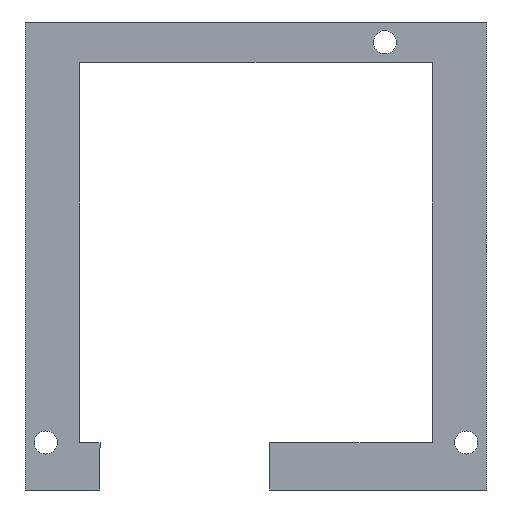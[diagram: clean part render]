
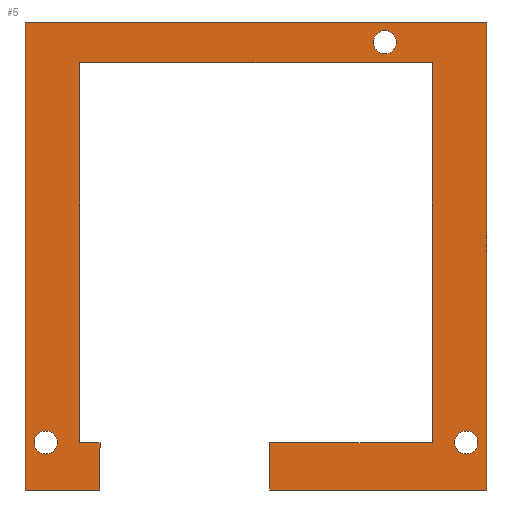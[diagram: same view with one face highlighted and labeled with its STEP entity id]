
A CAD part, front view. The second image highlights one B-rep face of the part: STEP entity #5.
In plain terms, the highlighted planar face has unit normal (0, -1, 0).
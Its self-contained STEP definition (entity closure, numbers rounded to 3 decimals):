
#1 = CARTESIAN_POINT ( 'NONE',  ( 25.301, 17.849, 28.487 ) ) ;
#5 = ADVANCED_FACE ( 'NONE', ( #442, #68, #988, #456 ), #54, .T. ) ;
#8 = EDGE_LOOP ( 'NONE', ( #938, #943 ) ) ;
#25 = VERTEX_POINT ( 'NONE', #465 ) ;
#26 = CARTESIAN_POINT ( 'NONE',  ( -28.699, 17.849, 21.487 ) ) ;
#38 = CARTESIAN_POINT ( 'NONE',  ( -31.699, 17.849, 28.487 ) ) ;
#41 = CARTESIAN_POINT ( 'NONE',  ( -31.699, 17.849, 28.487 ) ) ;
#46 = VECTOR ( 'NONE', #572, 1000. ) ;
#54 = PLANE ( 'NONE',  #973 ) ;
#59 = ORIENTED_EDGE ( 'NONE', *, *, #223, .T. ) ;
#60 = VECTOR ( 'NONE', #775, 1000. ) ;
#66 = VECTOR ( 'NONE', #965, 1000. ) ;
#68 = FACE_BOUND ( 'NONE', #8, .T. ) ;
#70 = CARTESIAN_POINT ( 'NONE',  ( -31.699, 17.849, 28.487 ) ) ;
#74 = CARTESIAN_POINT ( 'NONE',  ( -31.699, 17.849, 28.487 ) ) ;
#78 = DIRECTION ( 'NONE',  ( 0., 0., -1. ) ) ;
#88 = LINE ( 'NONE', #266, #60 ) ;
#89 = VERTEX_POINT ( 'NONE', #245 ) ;
#106 = CARTESIAN_POINT ( 'NONE',  ( -39.699, 17.849, 90.487 ) ) ;
#107 = VERTEX_POINT ( 'NONE', #170 ) ;
#111 = VERTEX_POINT ( 'NONE', #474 ) ;
#115 = ORIENTED_EDGE ( 'NONE', *, *, #235, .T. ) ;
#118 = VECTOR ( 'NONE', #539, 1000. ) ;
#119 = CIRCLE ( 'NONE', #918, 1.7 ) ;
#131 = LINE ( 'NONE', #375, #300 ) ;
#133 = DIRECTION ( 'NONE',  ( 0., 0., 1. ) ) ;
#141 = CIRCLE ( 'NONE', #822, 1.7 ) ;
#145 = DIRECTION ( 'NONE',  ( 0., 0., -1. ) ) ;
#153 = VECTOR ( 'NONE', #575, 1000. ) ;
#158 = ORIENTED_EDGE ( 'NONE', *, *, #597, .T. ) ;
#161 = ORIENTED_EDGE ( 'NONE', *, *, #948, .T. ) ;
#167 = CARTESIAN_POINT ( 'NONE',  ( -36.699, 17.849, 28.487 ) ) ;
#169 = ORIENTED_EDGE ( 'NONE', *, *, #858, .T. ) ;
#170 = CARTESIAN_POINT ( 'NONE',  ( 13.301, 17.849, 89.187 ) ) ;
#174 = DIRECTION ( 'NONE',  ( 0., 0., -1. ) ) ;
#183 = ORIENTED_EDGE ( 'NONE', *, *, #887, .F. ) ;
#186 = VERTEX_POINT ( 'NONE', #417 ) ;
#189 = VERTEX_POINT ( 'NONE', #511 ) ;
#191 = EDGE_CURVE ( 'NONE', #473, #541, #349, .T. ) ;
#193 = LINE ( 'NONE', #925, #46 ) ;
#197 = AXIS2_PLACEMENT_3D ( 'NONE', #167, #855, #174 ) ;
#209 = CARTESIAN_POINT ( 'NONE',  ( 25.301, 17.849, 28.487 ) ) ;
#223 = EDGE_CURVE ( 'NONE', #687, #470, #908, .T. ) ;
#228 = ORIENTED_EDGE ( 'NONE', *, *, #356, .T. ) ;
#230 = CARTESIAN_POINT ( 'NONE',  ( -28.699, 17.849, 28.487 ) ) ;
#234 = ORIENTED_EDGE ( 'NONE', *, *, #538, .T. ) ;
#235 = EDGE_CURVE ( 'NONE', #189, #107, #481, .T. ) ;
#240 = CIRCLE ( 'NONE', #197, 1.7 ) ;
#241 = CARTESIAN_POINT ( 'NONE',  ( 25.301, 17.849, 30.187 ) ) ;
#244 = EDGE_CURVE ( 'NONE', #411, #89, #667, .T. ) ;
#245 = CARTESIAN_POINT ( 'NONE',  ( -3.699, 17.849, 21.487 ) ) ;
#266 = CARTESIAN_POINT ( 'NONE',  ( 28.301, 17.849, 21.487 ) ) ;
#270 = CARTESIAN_POINT ( 'NONE',  ( -39.699, 17.849, 21.487 ) ) ;
#285 = VECTOR ( 'NONE', #133, 1000. ) ;
#287 = EDGE_CURVE ( 'NONE', #687, #859, #193, .T. ) ;
#293 = CARTESIAN_POINT ( 'NONE',  ( -36.699, 17.849, 26.787 ) ) ;
#294 = DIRECTION ( 'NONE',  ( 0., 0., -1. ) ) ;
#300 = VECTOR ( 'NONE', #986, 1000. ) ;
#330 = EDGE_CURVE ( 'NONE', #111, #89, #88, .T. ) ;
#332 = ORIENTED_EDGE ( 'NONE', *, *, #790, .F. ) ;
#337 = AXIS2_PLACEMENT_3D ( 'NONE', #209, #436, #672 ) ;
#349 = LINE ( 'NONE', #41, #66 ) ;
#353 = CARTESIAN_POINT ( 'NONE',  ( 28.301, 17.849, 90.487 ) ) ;
#356 = EDGE_CURVE ( 'NONE', #404, #849, #690, .T. ) ;
#360 = LINE ( 'NONE', #601, #285 ) ;
#375 = CARTESIAN_POINT ( 'NONE',  ( -31.699, 17.849, 84.487 ) ) ;
#382 = DIRECTION ( 'NONE',  ( 0., 1., 0. ) ) ;
#396 = CARTESIAN_POINT ( 'NONE',  ( -36.699, 17.849, 28.487 ) ) ;
#402 = ORIENTED_EDGE ( 'NONE', *, *, #435, .T. ) ;
#404 = VERTEX_POINT ( 'NONE', #353 ) ;
#411 = VERTEX_POINT ( 'NONE', #653 ) ;
#417 = CARTESIAN_POINT ( 'NONE',  ( 25.301, 17.849, 26.787 ) ) ;
#435 = EDGE_CURVE ( 'NONE', #556, #411, #760, .T. ) ;
#436 = DIRECTION ( 'NONE',  ( 0., 1., 0. ) ) ;
#442 = FACE_OUTER_BOUND ( 'NONE', #783, .T. ) ;
#448 = CARTESIAN_POINT ( 'NONE',  ( 13.301, 17.849, 87.487 ) ) ;
#451 = DIRECTION ( 'NONE',  ( 0., 0., -1. ) ) ;
#456 = FACE_BOUND ( 'NONE', #694, .T. ) ;
#465 = CARTESIAN_POINT ( 'NONE',  ( -36.699, 17.849, 30.187 ) ) ;
#466 = ORIENTED_EDGE ( 'NONE', *, *, #244, .T. ) ;
#468 = ORIENTED_EDGE ( 'NONE', *, *, #191, .F. ) ;
#470 = VERTEX_POINT ( 'NONE', #975 ) ;
#473 = VERTEX_POINT ( 'NONE', #676 ) ;
#474 = CARTESIAN_POINT ( 'NONE',  ( 28.301, 17.849, 21.487 ) ) ;
#481 = CIRCLE ( 'NONE', #602, 1.7 ) ;
#483 = AXIS2_PLACEMENT_3D ( 'NONE', #1, #681, #78 ) ;
#511 = CARTESIAN_POINT ( 'NONE',  ( 13.301, 17.849, 85.787 ) ) ;
#514 = CIRCLE ( 'NONE', #337, 1.7 ) ;
#515 = LINE ( 'NONE', #810, #716 ) ;
#527 = VERTEX_POINT ( 'NONE', #293 ) ;
#538 = EDGE_CURVE ( 'NONE', #186, #784, #514, .T. ) ;
#539 = DIRECTION ( 'NONE',  ( 0., 0., 1. ) ) ;
#541 = VERTEX_POINT ( 'NONE', #74 ) ;
#547 = DIRECTION ( 'NONE',  ( 0., 0., -1. ) ) ;
#556 = VERTEX_POINT ( 'NONE', #905 ) ;
#559 = LINE ( 'NONE', #623, #971 ) ;
#565 = DIRECTION ( 'NONE',  ( -1., 0., 0. ) ) ;
#572 = DIRECTION ( 'NONE',  ( -1., 0., 0. ) ) ;
#575 = DIRECTION ( 'NONE',  ( -1., 0., 0. ) ) ;
#576 = EDGE_CURVE ( 'NONE', #473, #665, #131, .T. ) ;
#593 = EDGE_LOOP ( 'NONE', ( #161, #115 ) ) ;
#597 = EDGE_CURVE ( 'NONE', #665, #556, #515, .T. ) ;
#601 = CARTESIAN_POINT ( 'NONE',  ( -39.699, 17.849, 90.487 ) ) ;
#602 = AXIS2_PLACEMENT_3D ( 'NONE', #759, #382, #547 ) ;
#613 = VECTOR ( 'NONE', #565, 1000. ) ;
#623 = CARTESIAN_POINT ( 'NONE',  ( 28.301, 17.849, 90.487 ) ) ;
#625 = DIRECTION ( 'NONE',  ( 0., 0., -1. ) ) ;
#653 = CARTESIAN_POINT ( 'NONE',  ( -3.699, 17.849, 28.487 ) ) ;
#665 = VERTEX_POINT ( 'NONE', #668 ) ;
#666 = EDGE_CURVE ( 'NONE', #527, #25, #119, .T. ) ;
#667 = LINE ( 'NONE', #684, #836 ) ;
#668 = CARTESIAN_POINT ( 'NONE',  ( 20.301, 17.849, 84.487 ) ) ;
#672 = DIRECTION ( 'NONE',  ( 0., 0., -1. ) ) ;
#676 = CARTESIAN_POINT ( 'NONE',  ( -31.699, 17.849, 84.487 ) ) ;
#678 = EDGE_CURVE ( 'NONE', #784, #186, #780, .T. ) ;
#681 = DIRECTION ( 'NONE',  ( 0., 1., 0. ) ) ;
#684 = CARTESIAN_POINT ( 'NONE',  ( -3.699, 17.849, 28.487 ) ) ;
#685 = DIRECTION ( 'NONE',  ( 0., 0., -1. ) ) ;
#687 = VERTEX_POINT ( 'NONE', #26 ) ;
#690 = LINE ( 'NONE', #699, #613 ) ;
#694 = EDGE_LOOP ( 'NONE', ( #706, #234 ) ) ;
#699 = CARTESIAN_POINT ( 'NONE',  ( -39.699, 17.849, 90.487 ) ) ;
#706 = ORIENTED_EDGE ( 'NONE', *, *, #678, .T. ) ;
#716 = VECTOR ( 'NONE', #145, 1000. ) ;
#745 = DIRECTION ( 'NONE',  ( 0., 1., 0. ) ) ;
#759 = CARTESIAN_POINT ( 'NONE',  ( 13.301, 17.849, 87.487 ) ) ;
#760 = LINE ( 'NONE', #70, #861 ) ;
#762 = DIRECTION ( 'NONE',  ( 0., -1., 0. ) ) ;
#768 = ORIENTED_EDGE ( 'NONE', *, *, #576, .T. ) ;
#775 = DIRECTION ( 'NONE',  ( -1., 0., 0. ) ) ;
#778 = ORIENTED_EDGE ( 'NONE', *, *, #330, .F. ) ;
#780 = CIRCLE ( 'NONE', #483, 1.7 ) ;
#783 = EDGE_LOOP ( 'NONE', ( #169, #468, #768, #158, #402, #466, #778, #332, #228, #183, #841, #59 ) ) ;
#784 = VERTEX_POINT ( 'NONE', #241 ) ;
#790 = EDGE_CURVE ( 'NONE', #404, #111, #559, .T. ) ;
#810 = CARTESIAN_POINT ( 'NONE',  ( 20.301, 17.849, 28.487 ) ) ;
#811 = EDGE_CURVE ( 'NONE', #25, #527, #240, .T. ) ;
#822 = AXIS2_PLACEMENT_3D ( 'NONE', #448, #745, #451 ) ;
#836 = VECTOR ( 'NONE', #294, 1000. ) ;
#841 = ORIENTED_EDGE ( 'NONE', *, *, #287, .F. ) ;
#849 = VERTEX_POINT ( 'NONE', #955 ) ;
#850 = DIRECTION ( 'NONE',  ( 0., 0., -1. ) ) ;
#855 = DIRECTION ( 'NONE',  ( 0., 1., 0. ) ) ;
#858 = EDGE_CURVE ( 'NONE', #470, #541, #952, .T. ) ;
#859 = VERTEX_POINT ( 'NONE', #270 ) ;
#861 = VECTOR ( 'NONE', #980, 1000. ) ;
#887 = EDGE_CURVE ( 'NONE', #859, #849, #360, .T. ) ;
#905 = CARTESIAN_POINT ( 'NONE',  ( 20.301, 17.849, 28.487 ) ) ;
#908 = LINE ( 'NONE', #230, #118 ) ;
#909 = DIRECTION ( 'NONE',  ( 0., 1., 0. ) ) ;
#918 = AXIS2_PLACEMENT_3D ( 'NONE', #396, #909, #685 ) ;
#925 = CARTESIAN_POINT ( 'NONE',  ( 28.301, 17.849, 21.487 ) ) ;
#938 = ORIENTED_EDGE ( 'NONE', *, *, #811, .T. ) ;
#943 = ORIENTED_EDGE ( 'NONE', *, *, #666, .T. ) ;
#948 = EDGE_CURVE ( 'NONE', #107, #189, #141, .T. ) ;
#952 = LINE ( 'NONE', #38, #153 ) ;
#955 = CARTESIAN_POINT ( 'NONE',  ( -39.699, 17.849, 90.487 ) ) ;
#965 = DIRECTION ( 'NONE',  ( 0., 0., -1. ) ) ;
#971 = VECTOR ( 'NONE', #850, 1000. ) ;
#973 = AXIS2_PLACEMENT_3D ( 'NONE', #106, #762, #625 ) ;
#975 = CARTESIAN_POINT ( 'NONE',  ( -28.699, 17.849, 28.487 ) ) ;
#980 = DIRECTION ( 'NONE',  ( -1., 0., 0. ) ) ;
#986 = DIRECTION ( 'NONE',  ( 1., 0., 0. ) ) ;
#988 = FACE_BOUND ( 'NONE', #593, .T. ) ;
